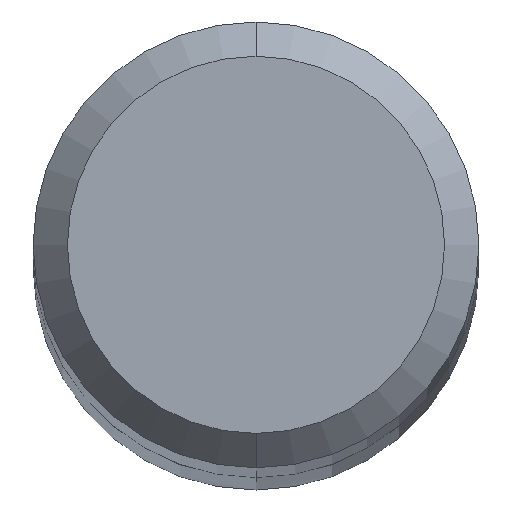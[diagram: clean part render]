
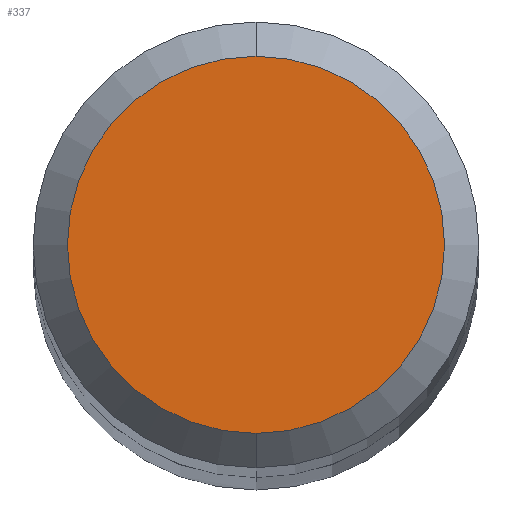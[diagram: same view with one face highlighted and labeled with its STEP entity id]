
A CAD part, top view. The second image highlights one B-rep face of the part: STEP entity #337.
In plain terms, the highlighted planar face has unit normal (0, 0, 1).
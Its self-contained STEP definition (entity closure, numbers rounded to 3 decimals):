
#293=VERTEX_POINT('',#567);
#307=EDGE_CURVE('',#373,#293,#581,.T.);
#337=ADVANCED_FACE('',(#613),#614,.T.);
#349=EDGE_CURVE('',#293,#373,#627,.T.);
#373=VERTEX_POINT('',#653);
#567=CARTESIAN_POINT('',(0.,-2.2,63.0));
#581=CIRCLE('',#1060,2.2);
#613=FACE_OUTER_BOUND('',#1127,.T.);
#614=PLANE('',#1128);
#627=CIRCLE('',#1183,2.2);
#653=CARTESIAN_POINT('',(0.0,2.2,63.0));
#1060=AXIS2_PLACEMENT_3D('',#1453,#1454,#1455);
#1127=EDGE_LOOP('',(#1482,#1483));
#1128=AXIS2_PLACEMENT_3D('',#1484,#1485,#1486);
#1183=AXIS2_PLACEMENT_3D('',#1496,#1497,#1498);
#1453=CARTESIAN_POINT('',(0.0,0.0,63.0));
#1454=DIRECTION('',(0.0,0.0,-1.0));
#1455=DIRECTION('',(0.0,1.0,0.0));
#1482=ORIENTED_EDGE('',*,*,#307,.F.);
#1483=ORIENTED_EDGE('',*,*,#349,.F.);
#1484=CARTESIAN_POINT('',(0.0,1.1,63.0));
#1485=DIRECTION('',(-0.0,0.0,1.0));
#1486=DIRECTION('',(0.0,-1.0,0.0));
#1496=CARTESIAN_POINT('',(0.0,0.0,63.0));
#1497=DIRECTION('',(0.0,0.0,-1.0));
#1498=DIRECTION('',(0.0,1.0,0.0));
